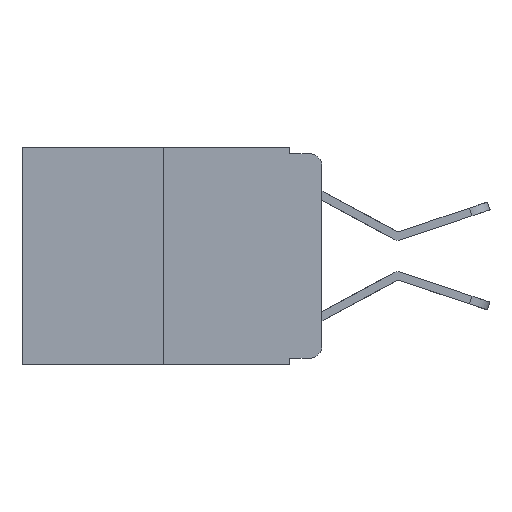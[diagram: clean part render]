
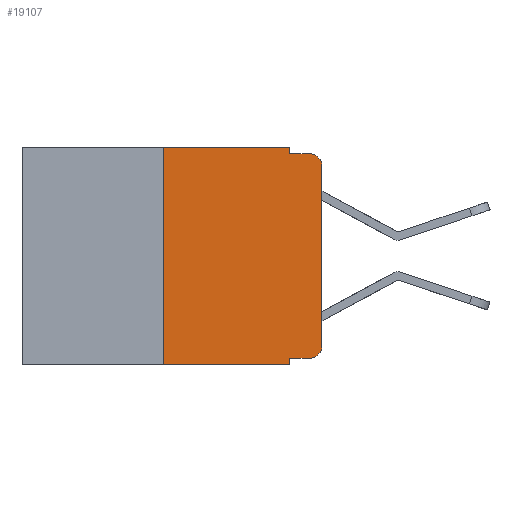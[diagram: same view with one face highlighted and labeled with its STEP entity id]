
A CAD part, left-side view. The second image highlights one B-rep face of the part: STEP entity #19107.
In plain terms, the highlighted planar face has unit normal (-1, 0, 0).
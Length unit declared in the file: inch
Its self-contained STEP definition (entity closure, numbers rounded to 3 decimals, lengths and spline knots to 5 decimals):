
#257 = CIRCLE ( 'NONE', #6750, 0.02 ) ;
#955 = AXIS2_PLACEMENT_3D ( 'NONE', #7005, #20724, #8998 ) ;
#1512 = DIRECTION ( 'NONE',  ( 1., 0., 0. ) ) ;
#1638 = VECTOR ( 'NONE', #8749, 39.37008 ) ;
#3336 = VERTEX_POINT ( 'NONE', #5572 ) ;
#3587 = DIRECTION ( 'NONE',  ( 0., -1., 0. ) ) ;
#3725 = CIRCLE ( 'NONE', #955, 0.02 ) ;
#3749 = VECTOR ( 'NONE', #3587, 39.37008 ) ;
#3813 = CARTESIAN_POINT ( 'NONE',  ( 0., 0.473, 0. ) ) ;
#3868 = EDGE_LOOP ( 'NONE', ( #10469, #22674, #22963, #9855, #16693, #14859, #20654, #9032, #7792, #22132 ) ) ;
#4153 = AXIS2_PLACEMENT_3D ( 'NONE', #13318, #1512, #15293 ) ;
#4434 = DIRECTION ( 'NONE',  ( -1., 0., 0. ) ) ;
#4503 = CARTESIAN_POINT ( 'NONE',  ( 0., 0.051, 0. ) ) ;
#4775 = CARTESIAN_POINT ( 'NONE',  ( 0., 0.473, -0.343 ) ) ;
#4802 = CARTESIAN_POINT ( 'NONE',  ( 0., 0.02, -0.01 ) ) ;
#5572 = CARTESIAN_POINT ( 'NONE',  ( 0., 0., -0.03 ) ) ;
#5706 = VERTEX_POINT ( 'NONE', #4802 ) ;
#5981 = CARTESIAN_POINT ( 'NONE',  ( 0., 0., -0.313 ) ) ;
#6679 = VERTEX_POINT ( 'NONE', #16254 ) ;
#6750 = AXIS2_PLACEMENT_3D ( 'NONE', #16234, #4434, #18195 ) ;
#6814 = LINE ( 'NONE', #4503, #16648 ) ;
#6998 = VERTEX_POINT ( 'NONE', #15227 ) ;
#7005 = CARTESIAN_POINT ( 'NONE',  ( 0., 0.02, -0.313 ) ) ;
#7387 = LINE ( 'NONE', #3813, #12610 ) ;
#7788 = DIRECTION ( 'NONE',  ( 0., -1., 0. ) ) ;
#7792 = ORIENTED_EDGE ( 'NONE', *, *, #16526, .T. ) ;
#8427 = CARTESIAN_POINT ( 'NONE',  ( 0., 0.051, -0.333 ) ) ;
#8615 = CARTESIAN_POINT ( 'NONE',  ( 0., 0.051, -0.01 ) ) ;
#8749 = DIRECTION ( 'NONE',  ( 0., 0., 1. ) ) ;
#8781 = LINE ( 'NONE', #8883, #18594 ) ;
#8883 = CARTESIAN_POINT ( 'NONE',  ( 0., 0., 0. ) ) ;
#8993 = LINE ( 'NONE', #15397, #3749 ) ;
#8998 = DIRECTION ( 'NONE',  ( 0., 0., -1. ) ) ;
#9032 = ORIENTED_EDGE ( 'NONE', *, *, #24213, .F. ) ;
#9494 = EDGE_CURVE ( 'NONE', #6998, #19327, #7387, .T. ) ;
#9794 = EDGE_CURVE ( 'NONE', #17663, #5706, #11081, .T. ) ;
#9855 = ORIENTED_EDGE ( 'NONE', *, *, #16860, .F. ) ;
#10245 = VERTEX_POINT ( 'NONE', #5981 ) ;
#10469 = ORIENTED_EDGE ( 'NONE', *, *, #20295, .T. ) ;
#10598 = DIRECTION ( 'NONE',  ( 0., -1., 0. ) ) ;
#10781 = CARTESIAN_POINT ( 'NONE',  ( 0., 0.051, -0.01 ) ) ;
#10870 = DIRECTION ( 'NONE',  ( 0., 0., 1. ) ) ;
#11081 = LINE ( 'NONE', #8615, #20854 ) ;
#11280 = LINE ( 'NONE', #11824, #21054 ) ;
#11391 = CARTESIAN_POINT ( 'NONE',  ( 0., 0.25, -0.343 ) ) ;
#11824 = CARTESIAN_POINT ( 'NONE',  ( 0., 0.051, 0. ) ) ;
#11849 = VERTEX_POINT ( 'NONE', #8427 ) ;
#12610 = VECTOR ( 'NONE', #7788, 39.37008 ) ;
#12734 = LINE ( 'NONE', #18524, #1638 ) ;
#13244 = PLANE ( 'NONE',  #4153 ) ;
#13318 = CARTESIAN_POINT ( 'NONE',  ( 0., 0.473, 0. ) ) ;
#13778 = DIRECTION ( 'NONE',  ( 0., 0., -1. ) ) ;
#14414 = DIRECTION ( 'NONE',  ( 0., 0., -1. ) ) ;
#14859 = ORIENTED_EDGE ( 'NONE', *, *, #21281, .F. ) ;
#15082 = EDGE_CURVE ( 'NONE', #3336, #5706, #257, .T. ) ;
#15227 = CARTESIAN_POINT ( 'NONE',  ( 0., 0.25, 0. ) ) ;
#15293 = DIRECTION ( 'NONE',  ( 0., 0., -1. ) ) ;
#15397 = CARTESIAN_POINT ( 'NONE',  ( 0., 0.051, -0.333 ) ) ;
#16234 = CARTESIAN_POINT ( 'NONE',  ( 0., 0.02, -0.03 ) ) ;
#16254 = CARTESIAN_POINT ( 'NONE',  ( 0., 0.02, -0.333 ) ) ;
#16526 = EDGE_CURVE ( 'NONE', #11849, #6679, #8993, .T. ) ;
#16648 = VECTOR ( 'NONE', #14414, 39.37008 ) ;
#16693 = ORIENTED_EDGE ( 'NONE', *, *, #9494, .F. ) ;
#16860 = EDGE_CURVE ( 'NONE', #19327, #17663, #6814, .T. ) ;
#17015 = EDGE_CURVE ( 'NONE', #6679, #10245, #3725, .T. ) ;
#17340 = VECTOR ( 'NONE', #20493, 39.37008 ) ;
#17663 = VERTEX_POINT ( 'NONE', #10781 ) ;
#17754 = CARTESIAN_POINT ( 'NONE',  ( 0., 0.051, 0. ) ) ;
#18195 = DIRECTION ( 'NONE',  ( 0., 0., -1. ) ) ;
#18524 = CARTESIAN_POINT ( 'NONE',  ( 0., 0.25, 0. ) ) ;
#18560 = CARTESIAN_POINT ( 'NONE',  ( 0., 0.051, -0.343 ) ) ;
#18594 = VECTOR ( 'NONE', #10870, 39.37008 ) ;
#19107 = ADVANCED_FACE ( 'NONE', ( #20804 ), #13244, .F. ) ;
#19327 = VERTEX_POINT ( 'NONE', #17754 ) ;
#20295 = EDGE_CURVE ( 'NONE', #10245, #3336, #8781, .T. ) ;
#20493 = DIRECTION ( 'NONE',  ( 0., -1., 0. ) ) ;
#20654 = ORIENTED_EDGE ( 'NONE', *, *, #21276, .T. ) ;
#20724 = DIRECTION ( 'NONE',  ( -1., 0., 0. ) ) ;
#20804 = FACE_OUTER_BOUND ( 'NONE', #3868, .T. ) ;
#20854 = VECTOR ( 'NONE', #10598, 39.37008 ) ;
#21054 = VECTOR ( 'NONE', #13778, 39.37008 ) ;
#21276 = EDGE_CURVE ( 'NONE', #24102, #22330, #23070, .T. ) ;
#21281 = EDGE_CURVE ( 'NONE', #24102, #6998, #12734, .T. ) ;
#22132 = ORIENTED_EDGE ( 'NONE', *, *, #17015, .T. ) ;
#22330 = VERTEX_POINT ( 'NONE', #18560 ) ;
#22674 = ORIENTED_EDGE ( 'NONE', *, *, #15082, .T. ) ;
#22963 = ORIENTED_EDGE ( 'NONE', *, *, #9794, .F. ) ;
#23070 = LINE ( 'NONE', #4775, #17340 ) ;
#24102 = VERTEX_POINT ( 'NONE', #11391 ) ;
#24213 = EDGE_CURVE ( 'NONE', #11849, #22330, #11280, .T. ) ;
